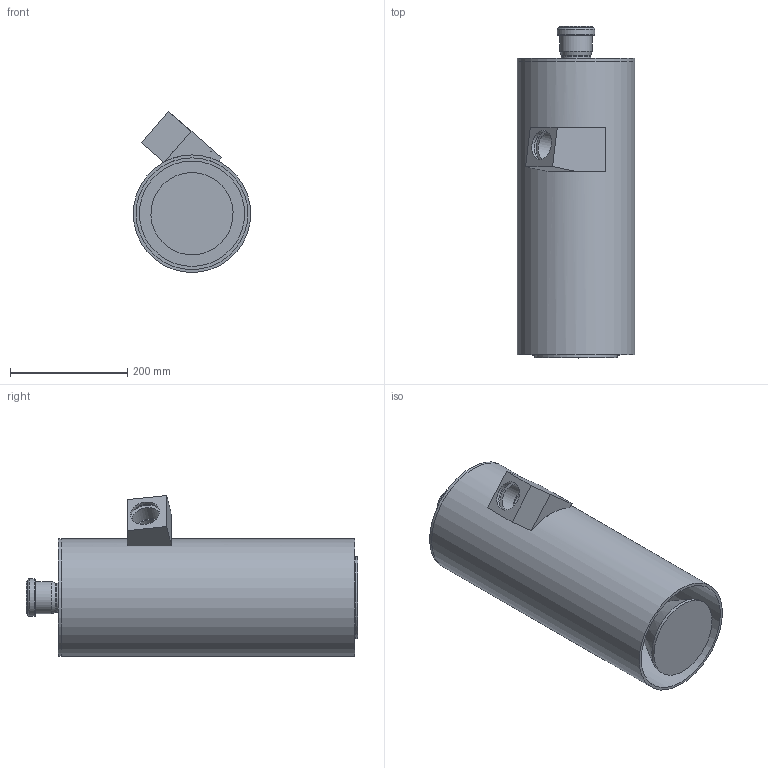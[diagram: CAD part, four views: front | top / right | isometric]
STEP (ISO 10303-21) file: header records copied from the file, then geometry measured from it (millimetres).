
FILE_DESCRIPTION(/* description */ (''),/* implementation_level */ '2;1');
FILE_NAME(/* name */ 'Zyklon.stp',/* time_stamp */ '2020-11-21T21:09:37+01:00',/* author */ ('User'),/* organization */ (''),/* preprocessor_version */ 'ST-DEVELOPER v17',/* originating_system */ 'Autodesk Inventor 2019',/* authorisation */ '');
FILE_SCHEMA (('AUTOMOTIVE_DESIGN { 1 0 10303 214 3 1 1 }'));
Length unit declared in the file: millimetre
Products named in the file (10): Zyklon; Zyklon_Basis; Zyklon_Deckel; Zyklon_Flansch; Zyklon_Konus; Züklon_Lufteinlass; Zyklon_Stutzen; HT-50-500mm-3-69; HT-50_Rohr_500mm-3-68; Dichtung_HT_50-3-65
Assembly tree (9 placements, depth 3):
  Zyklon
    Zyklon_Basis
    Zyklon_Deckel
    Zyklon_Flansch
    Zyklon_Konus
    Züklon_Lufteinlass
    Zyklon_Stutzen
    HT-50-500mm-3-69
      HT-50_Rohr_500mm-3-68
      Dichtung_HT_50-3-65
Bounding box: 200 x 565 x 273.96 mm (x, y, z)
Volume: 3034866.3 mm3; surface area: 1096182.7 mm2
Topology: 8 solids, 8 shells, 156 faces, 399 edges, 270 vertices
Faces by surface type: plane 80, cylinder 54, torus 16, cone 6
Full cylindrical faces by diameter (mm): 5.5 x5, 6 x4, 9 x5, 45.809 x1, 46.1 x1, 46.2 x1, 50 x2, 50.1 x1, 50.2 x3, 51 x2, 53 x1, 55 x2, 60 x2, 61 x1, 64 x1, 73 x1, 74 x1, 100 x1, 140 x1, 179.2 x1, 190.2 x2, 200 x2
Entity records: 5739 total; most frequent: CARTESIAN_POINT 1308, DIRECTION 931, ORIENTED_EDGE 798, EDGE_CURVE 399, AXIS2_PLACEMENT_3D 377, VERTEX_POINT 270, CIRCLE 202, EDGE_LOOP 201
